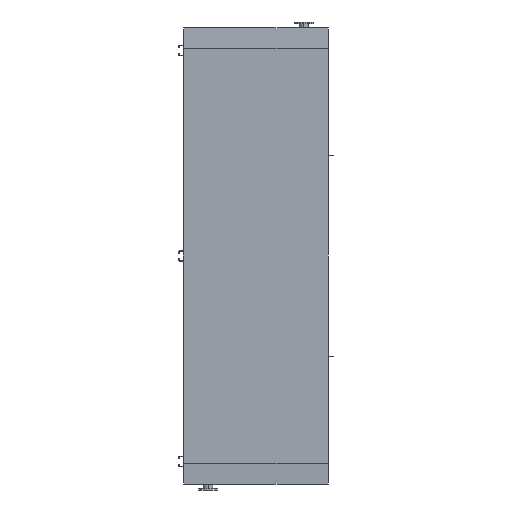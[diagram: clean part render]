
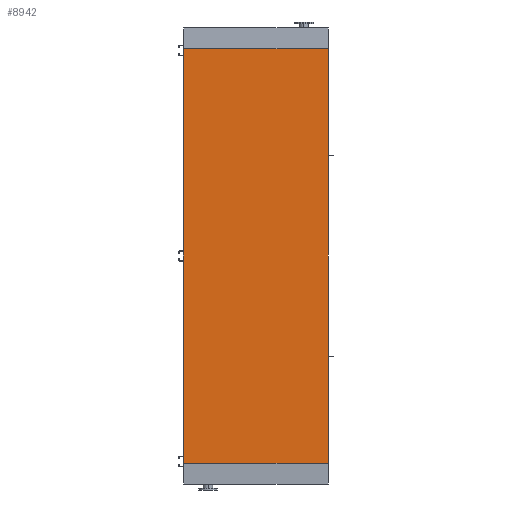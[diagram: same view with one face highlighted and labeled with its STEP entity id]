
A CAD part, front view. The second image highlights one B-rep face of the part: STEP entity #8942.
In plain terms, the highlighted planar face has unit normal (0, -1, 0).
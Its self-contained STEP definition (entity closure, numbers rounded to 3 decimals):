
#122 = EDGE_CURVE ( 'NONE', #3727, #8650, #13865, .T. ) ;
#565 = DIRECTION ( 'NONE',  ( 1., 0., 0. ) ) ;
#1125 = CARTESIAN_POINT ( 'NONE',  ( -845., 0., -4850. ) ) ;
#1202 = VECTOR ( 'NONE', #1927, 1000. ) ;
#1216 = VERTEX_POINT ( 'NONE', #12218 ) ;
#1681 = ORIENTED_EDGE ( 'NONE', *, *, #10420, .F. ) ;
#1818 = CARTESIAN_POINT ( 'NONE',  ( 845., 0., -4850. ) ) ;
#1927 = DIRECTION ( 'NONE',  ( 0., 0., 1. ) ) ;
#2235 = LINE ( 'NONE', #11100, #13667 ) ;
#3390 = DIRECTION ( 'NONE',  ( 0., -1., 0. ) ) ;
#3399 = DIRECTION ( 'NONE',  ( 0., 0., 1. ) ) ;
#3481 = CARTESIAN_POINT ( 'NONE',  ( -845., 0., -4850. ) ) ;
#3727 = VERTEX_POINT ( 'NONE', #3481 ) ;
#4355 = VECTOR ( 'NONE', #565, 1000. ) ;
#5521 = ORIENTED_EDGE ( 'NONE', *, *, #6028, .T. ) ;
#5669 = ORIENTED_EDGE ( 'NONE', *, *, #122, .F. ) ;
#6028 = EDGE_CURVE ( 'NONE', #3727, #13405, #8970, .T. ) ;
#6919 = DIRECTION ( 'NONE',  ( 1., 0., 0. ) ) ;
#7934 = ORIENTED_EDGE ( 'NONE', *, *, #11343, .T. ) ;
#7947 = PLANE ( 'NONE',  #11290 ) ;
#8268 = LINE ( 'NONE', #10535, #4355 ) ;
#8650 = VERTEX_POINT ( 'NONE', #11751 ) ;
#8942 = ADVANCED_FACE ( 'NONE', ( #12191 ), #7947, .T. ) ;
#8970 = LINE ( 'NONE', #1125, #9431 ) ;
#9431 = VECTOR ( 'NONE', #6919, 1000. ) ;
#10420 = EDGE_CURVE ( 'NONE', #8650, #1216, #8268, .T. ) ;
#10535 = CARTESIAN_POINT ( 'NONE',  ( -845., 0., 0. ) ) ;
#11100 = CARTESIAN_POINT ( 'NONE',  ( 845., 0., -4850. ) ) ;
#11231 = DIRECTION ( 'NONE',  ( 0., 0., -1. ) ) ;
#11290 = AXIS2_PLACEMENT_3D ( 'NONE', #12402, #3390, #11231 ) ;
#11343 = EDGE_CURVE ( 'NONE', #13405, #1216, #2235, .T. ) ;
#11751 = CARTESIAN_POINT ( 'NONE',  ( -845., 0., 0. ) ) ;
#11887 = CARTESIAN_POINT ( 'NONE',  ( -845., 0., -4850. ) ) ;
#12191 = FACE_OUTER_BOUND ( 'NONE', #12260, .T. ) ;
#12218 = CARTESIAN_POINT ( 'NONE',  ( 845., 0., 0. ) ) ;
#12260 = EDGE_LOOP ( 'NONE', ( #1681, #5669, #5521, #7934 ) ) ;
#12402 = CARTESIAN_POINT ( 'NONE',  ( -845., 0., -4850. ) ) ;
#13405 = VERTEX_POINT ( 'NONE', #1818 ) ;
#13667 = VECTOR ( 'NONE', #3399, 1000. ) ;
#13865 = LINE ( 'NONE', #11887, #1202 ) ;
